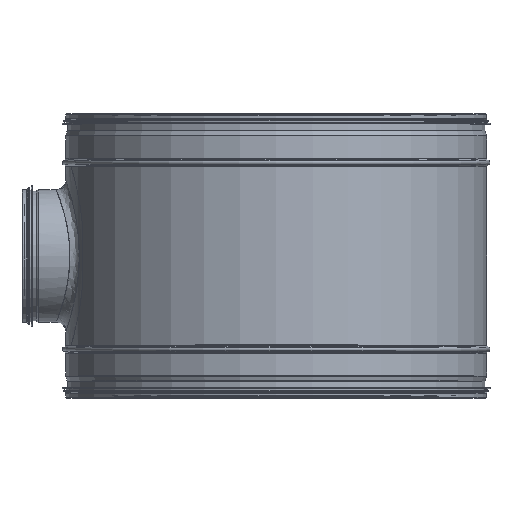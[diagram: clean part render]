
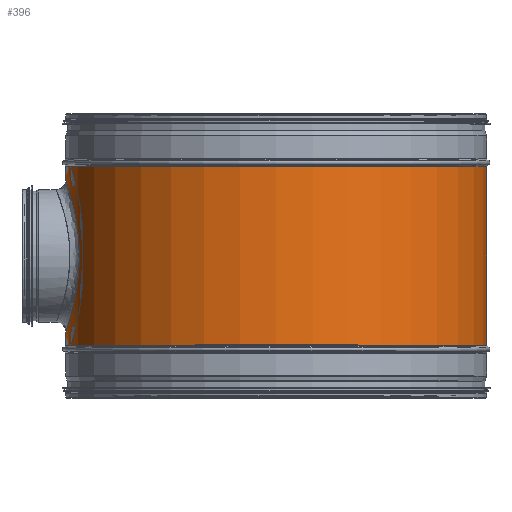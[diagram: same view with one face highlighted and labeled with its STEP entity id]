
A CAD part, top view. The second image highlights one B-rep face of the part: STEP entity #396.
In plain terms, the highlighted cylindrical face has radius 314.35 mm (diameter 628.7 mm), a full revolution.
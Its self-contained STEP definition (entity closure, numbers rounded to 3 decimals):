
#125=CARTESIAN_POINT('',(-294.35,212.,-110.336));
#126=VERTEX_POINT('',#125);
#162=CARTESIAN_POINT('',(-294.35,212.,110.336));
#163=VERTEX_POINT('',#162);
#186=CARTESIAN_POINT('',(-314.35,98.,0.));
#187=VERTEX_POINT('',#186);
#188=CARTESIAN_POINT('',(-294.35,212.0,110.336));
#189=CARTESIAN_POINT('',(-294.35,204.92,110.336));
#190=CARTESIAN_POINT('',(-294.596,197.605,109.688));
#191=CARTESIAN_POINT('',(-295.595,183.058,106.965));
#192=CARTESIAN_POINT('',(-296.348,175.825,104.89));
#193=CARTESIAN_POINT('',(-298.233,161.942,99.405));
#194=CARTESIAN_POINT('',(-299.364,155.281,95.991));
#195=CARTESIAN_POINT('',(-301.784,142.932,88.089));
#196=CARTESIAN_POINT('',(-303.07,137.244,83.601));
#197=CARTESIAN_POINT('',(-305.564,127.092,73.969));
#198=CARTESIAN_POINT('',(-306.862,122.279,68.48));
#199=CARTESIAN_POINT('',(-309.3,113.749,56.454));
#200=CARTESIAN_POINT('',(-310.439,110.032,49.917));
#201=CARTESIAN_POINT('',(-312.335,104.031,36.203));
#202=CARTESIAN_POINT('',(-313.093,101.742,29.012));
#203=CARTESIAN_POINT('',(-314.101,98.726,14.478));
#204=CARTESIAN_POINT('',(-314.35,98.,7.134));
#205=CARTESIAN_POINT('',(-314.35,98.,0.));
#206=B_SPLINE_CURVE_WITH_KNOTS('',3,(#188,#189,#190,#191,#192,#193,#194,#195,#196,#197,#198,#199,#200,#201,#202,#203,#204,#205),.UNSPECIFIED.,.F.,.U.,(4,2,2,2,2,2,2,2,4),(34.114,36.238,38.362,40.486,42.61,44.75,46.89,49.031,51.171),.UNSPECIFIED.);
#207=EDGE_CURVE('',#163,#187,#206,.T.);
#248=CARTESIAN_POINT('',(-314.35,98.,0.));
#249=CARTESIAN_POINT('',(-314.35,98.,-7.134));
#250=CARTESIAN_POINT('',(-314.101,98.726,-14.478));
#251=CARTESIAN_POINT('',(-313.093,101.742,-29.012));
#252=CARTESIAN_POINT('',(-312.335,104.031,-36.203));
#253=CARTESIAN_POINT('',(-310.439,110.032,-49.917));
#254=CARTESIAN_POINT('',(-309.3,113.749,-56.454));
#255=CARTESIAN_POINT('',(-306.862,122.279,-68.48));
#256=CARTESIAN_POINT('',(-305.564,127.092,-73.969));
#257=CARTESIAN_POINT('',(-303.07,137.244,-83.601));
#258=CARTESIAN_POINT('',(-301.784,142.932,-88.089));
#259=CARTESIAN_POINT('',(-299.364,155.281,-95.991));
#260=CARTESIAN_POINT('',(-298.233,161.942,-99.405));
#261=CARTESIAN_POINT('',(-296.348,175.825,-104.89));
#262=CARTESIAN_POINT('',(-295.595,183.058,-106.965));
#263=CARTESIAN_POINT('',(-294.596,197.605,-109.688));
#264=CARTESIAN_POINT('',(-294.35,204.92,-110.336));
#265=CARTESIAN_POINT('',(-294.35,212.,-110.336));
#266=B_SPLINE_CURVE_WITH_KNOTS('',3,(#248,#249,#250,#251,#252,#253,#254,#255,#256,#257,#258,#259,#260,#261,#262,#263,#264,#265),.UNSPECIFIED.,.F.,.U.,(4,2,2,2,2,2,2,2,4),(51.171,53.311,55.451,57.591,59.732,61.856,63.98,66.104,68.228),.UNSPECIFIED.);
#267=EDGE_CURVE('',#187,#126,#266,.T.);
#277=CARTESIAN_POINT('',(-314.35,326.,0.));
#278=VERTEX_POINT('',#277);
#279=CARTESIAN_POINT('',(-314.35,326.,0.));
#280=CARTESIAN_POINT('',(-314.35,326.,7.134));
#281=CARTESIAN_POINT('',(-314.101,325.274,14.478));
#282=CARTESIAN_POINT('',(-313.093,322.258,29.012));
#283=CARTESIAN_POINT('',(-312.335,319.969,36.203));
#284=CARTESIAN_POINT('',(-310.439,313.968,49.917));
#285=CARTESIAN_POINT('',(-309.3,310.251,56.454));
#286=CARTESIAN_POINT('',(-306.862,301.721,68.48));
#287=CARTESIAN_POINT('',(-305.564,296.908,73.969));
#288=CARTESIAN_POINT('',(-303.07,286.756,83.601));
#289=CARTESIAN_POINT('',(-301.784,281.068,88.089));
#290=CARTESIAN_POINT('',(-299.364,268.719,95.991));
#291=CARTESIAN_POINT('',(-298.233,262.058,99.405));
#292=CARTESIAN_POINT('',(-296.348,248.175,104.89));
#293=CARTESIAN_POINT('',(-295.595,240.942,106.965));
#294=CARTESIAN_POINT('',(-294.596,226.395,109.688));
#295=CARTESIAN_POINT('',(-294.35,219.08,110.336));
#296=CARTESIAN_POINT('',(-294.35,212.,110.336));
#297=B_SPLINE_CURVE_WITH_KNOTS('',3,(#279,#280,#281,#282,#283,#284,#285,#286,#287,#288,#289,#290,#291,#292,#293,#294,#295,#296),.UNSPECIFIED.,.F.,.U.,(4,2,2,2,2,2,2,2,4),(17.057,19.197,21.337,23.478,25.618,27.742,29.866,31.99,34.114),.UNSPECIFIED.);
#298=EDGE_CURVE('',#278,#163,#297,.T.);
#300=CARTESIAN_POINT('',(-294.35,212.,-110.336));
#301=CARTESIAN_POINT('',(-294.35,219.08,-110.336));
#302=CARTESIAN_POINT('',(-294.596,226.395,-109.688));
#303=CARTESIAN_POINT('',(-295.595,240.942,-106.965));
#304=CARTESIAN_POINT('',(-296.348,248.175,-104.89));
#305=CARTESIAN_POINT('',(-298.233,262.058,-99.405));
#306=CARTESIAN_POINT('',(-299.364,268.719,-95.991));
#307=CARTESIAN_POINT('',(-301.784,281.068,-88.089));
#308=CARTESIAN_POINT('',(-303.07,286.756,-83.601));
#309=CARTESIAN_POINT('',(-305.564,296.908,-73.969));
#310=CARTESIAN_POINT('',(-306.862,301.721,-68.48));
#311=CARTESIAN_POINT('',(-309.3,310.251,-56.454));
#312=CARTESIAN_POINT('',(-310.439,313.968,-49.917));
#313=CARTESIAN_POINT('',(-312.335,319.969,-36.203));
#314=CARTESIAN_POINT('',(-313.093,322.258,-29.012));
#315=CARTESIAN_POINT('',(-314.101,325.274,-14.478));
#316=CARTESIAN_POINT('',(-314.35,326.,-7.134));
#317=CARTESIAN_POINT('',(-314.35,326.,0.));
#318=B_SPLINE_CURVE_WITH_KNOTS('',3,(#300,#301,#302,#303,#304,#305,#306,#307,#308,#309,#310,#311,#312,#313,#314,#315,#316,#317),.UNSPECIFIED.,.F.,.U.,(4,2,2,2,2,2,2,2,4),(0.0,2.124,4.248,6.372,8.496,10.636,12.776,14.917,17.057),.UNSPECIFIED.);
#319=EDGE_CURVE('',#126,#278,#318,.T.);
#363=CARTESIAN_POINT('',(0.0,145.25,0.0));
#364=DIRECTION('',(0.0,-1.0,0.0));
#365=DIRECTION('',(1.0,0.0,0.0));
#366=AXIS2_PLACEMENT_3D('',#363,#364,#365);
#367=CYLINDRICAL_SURFACE('',#366,314.35);
#368=CARTESIAN_POINT('',(314.35,345.5,0.0));
#369=VERTEX_POINT('',#368);
#370=CARTESIAN_POINT('',(0.0,345.5,0.0));
#371=DIRECTION('',(0.0,-1.0,0.0));
#372=DIRECTION('',(1.0,0.0,0.0));
#373=AXIS2_PLACEMENT_3D('',#370,#371,#372);
#374=CIRCLE('',#373,314.35);
#375=EDGE_CURVE('',#369,#369,#374,.T.);
#376=ORIENTED_EDGE('',*,*,#375,.T.);
#377=EDGE_LOOP('',(#376));
#378=FACE_OUTER_BOUND('',#377,.T.);
#379=ORIENTED_EDGE('',*,*,#267,.T.);
#380=ORIENTED_EDGE('',*,*,#319,.T.);
#381=ORIENTED_EDGE('',*,*,#298,.T.);
#382=ORIENTED_EDGE('',*,*,#207,.T.);
#383=EDGE_LOOP('',(#379,#380,#381,#382));
#384=FACE_BOUND('',#383,.T.);
#385=CARTESIAN_POINT('',(314.35,78.5,0.0));
#386=VERTEX_POINT('',#385);
#387=CARTESIAN_POINT('',(0.0,78.5,0.0));
#388=DIRECTION('',(0.0,-1.0,0.0));
#389=DIRECTION('',(1.0,0.0,0.0));
#390=AXIS2_PLACEMENT_3D('',#387,#388,#389);
#391=CIRCLE('',#390,314.35);
#392=EDGE_CURVE('',#386,#386,#391,.T.);
#393=ORIENTED_EDGE('',*,*,#392,.F.);
#394=EDGE_LOOP('',(#393));
#395=FACE_BOUND('',#394,.T.);
#396=ADVANCED_FACE('',(#378,#384,#395),#367,.T.);
